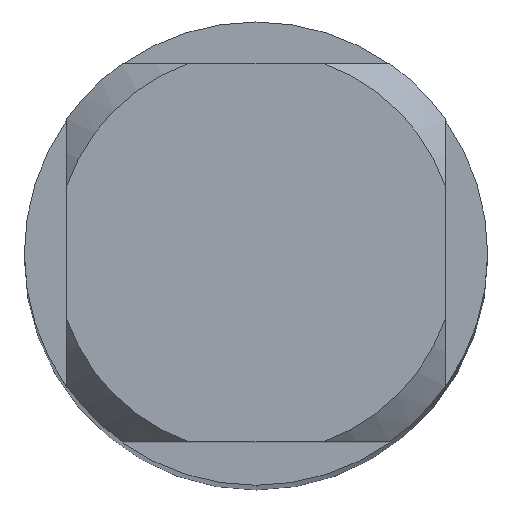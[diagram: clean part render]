
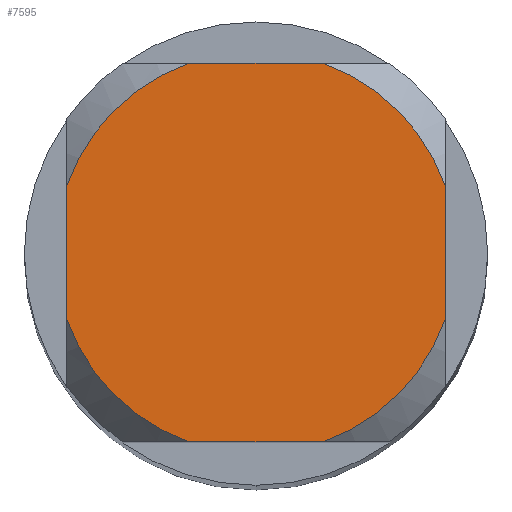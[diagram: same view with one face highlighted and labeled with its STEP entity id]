
A CAD part, top view. The second image highlights one B-rep face of the part: STEP entity #7595.
In plain terms, the highlighted planar face has unit normal (0, 0, 1).
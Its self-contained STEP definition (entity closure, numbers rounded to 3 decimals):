
#3657=EDGE_CURVE('',#5193,#8077,#9246,.T.);
#3699=VERTEX_POINT('',#9289);
#4375=VERTEX_POINT('',#10023);
#4977=VERTEX_POINT('',#10685);
#5065=VERTEX_POINT('',#10780);
#5193=VERTEX_POINT('',#10922);
#5515=EDGE_CURVE('',#3699,#4375,#11276,.T.);
#5615=EDGE_CURVE('',#3699,#5065,#11387,.T.);
#5885=EDGE_CURVE('',#5193,#7825,#11688,.T.);
#5915=VERTEX_POINT('',#11720);
#6973=EDGE_CURVE('',#5915,#7825,#12864,.T.);
#7121=EDGE_CURVE('',#5915,#4375,#13024,.T.);
#7267=EDGE_CURVE('',#4977,#8077,#13180,.T.);
#7595=ADVANCED_FACE('',(#13535),#13536,.T.);
#7825=VERTEX_POINT('',#13782);
#8077=VERTEX_POINT('',#14051);
#8221=EDGE_CURVE('',#4977,#5065,#14202,.T.);
#9246=CIRCLE('',#15711,2.6);
#9289=CARTESIAN_POINT('',(0.87,2.45,0.0));
#10023=CARTESIAN_POINT('',(2.45,0.87,0.0));
#10685=CARTESIAN_POINT('',(-2.45,0.87,0.0));
#10780=CARTESIAN_POINT('',(-0.87,2.45,0.0));
#10922=CARTESIAN_POINT('',(-0.87,-2.45,0.0));
#11276=CIRCLE('',#19326,2.6);
#11387=LINE('',#19500,#19501);
#11688=LINE('',#19929,#19930);
#11720=CARTESIAN_POINT('',(2.45,-0.87,0.0));
#12864=CIRCLE('',#22011,2.6);
#13024=LINE('',#22302,#22303);
#13180=LINE('',#22597,#22598);
#13535=FACE_OUTER_BOUND('',#23229,.T.);
#13536=PLANE('',#23230);
#13782=CARTESIAN_POINT('',(0.87,-2.45,0.0));
#14051=CARTESIAN_POINT('',(-2.45,-0.87,0.0));
#14202=CIRCLE('',#24381,2.6);
#15711=AXIS2_PLACEMENT_3D('',#25531,#25532,#25533);
#19326=AXIS2_PLACEMENT_3D('',#28085,#28086,#28087);
#19500=CARTESIAN_POINT('',(0.0,2.45,0.0));
#19501=VECTOR('',#28214,1.0);
#19929=CARTESIAN_POINT('',(0.0,-2.45,0.0));
#19930=VECTOR('',#28569,1.0);
#22011=AXIS2_PLACEMENT_3D('',#29774,#29775,#29776);
#22302=CARTESIAN_POINT('',(2.45,0.65,0.0));
#22303=VECTOR('',#29935,1.0);
#22597=CARTESIAN_POINT('',(-2.45,0.65,0.0));
#22598=VECTOR('',#30082,1.0);
#23229=EDGE_LOOP('',(#30442,#30443,#30444,#30445,#30446,#30447,#30448,#30449));
#23230=AXIS2_PLACEMENT_3D('',#30450,#30451,#30452);
#24381=AXIS2_PLACEMENT_3D('',#31072,#31073,#31074);
#25531=CARTESIAN_POINT('',(0.0,0.0,0.0));
#25532=DIRECTION('',(0.0,0.0,-1.0));
#25533=DIRECTION('',(0.0,1.0,0.0));
#28085=CARTESIAN_POINT('',(0.0,0.0,0.0));
#28086=DIRECTION('',(0.0,0.0,-1.0));
#28087=DIRECTION('',(0.0,1.0,0.0));
#28214=DIRECTION('',(-1.0,0.0,0.0));
#28569=DIRECTION('',(1.0,0.0,0.0));
#29774=CARTESIAN_POINT('',(0.0,0.0,0.0));
#29775=DIRECTION('',(0.0,0.0,-1.0));
#29776=DIRECTION('',(0.0,1.0,0.0));
#29935=DIRECTION('',(-0.0,1.0,0.0));
#30082=DIRECTION('',(-0.0,-1.0,0.0));
#30442=ORIENTED_EDGE('',*,*,#7267,.T.);
#30443=ORIENTED_EDGE('',*,*,#3657,.F.);
#30444=ORIENTED_EDGE('',*,*,#5885,.T.);
#30445=ORIENTED_EDGE('',*,*,#6973,.F.);
#30446=ORIENTED_EDGE('',*,*,#7121,.T.);
#30447=ORIENTED_EDGE('',*,*,#5515,.F.);
#30448=ORIENTED_EDGE('',*,*,#5615,.T.);
#30449=ORIENTED_EDGE('',*,*,#8221,.F.);
#30450=CARTESIAN_POINT('',(0.0,1.3,0.0));
#30451=DIRECTION('',(-0.0,0.0,1.0));
#30452=DIRECTION('',(0.0,-1.0,0.0));
#31072=CARTESIAN_POINT('',(0.0,0.0,0.0));
#31073=DIRECTION('',(0.0,0.0,-1.0));
#31074=DIRECTION('',(0.0,1.0,0.0));
